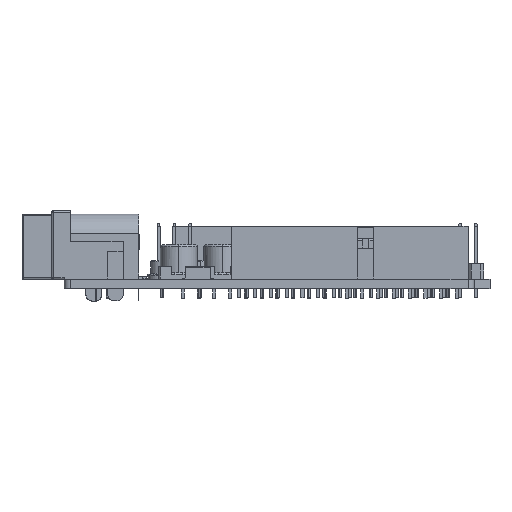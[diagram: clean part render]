
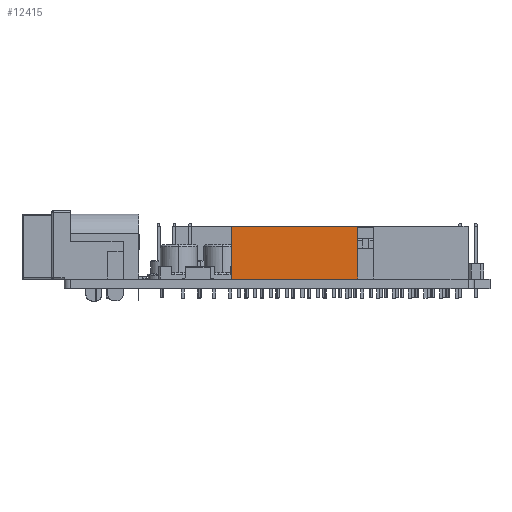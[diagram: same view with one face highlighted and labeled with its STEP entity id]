
A CAD part, top view. The second image highlights one B-rep face of the part: STEP entity #12415.
In plain terms, the highlighted planar face has unit normal (0, 0, 1).
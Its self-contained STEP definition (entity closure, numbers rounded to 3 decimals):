
#2326 = ORIENTED_EDGE ( 'NONE', *, *, #92273, .F. ) ;
#6252 = CARTESIAN_POINT ( 'NONE',  ( 14.25, 1.5, 25.7 ) ) ;
#8392 = CARTESIAN_POINT ( 'NONE',  ( -6.07, 10., 25.7 ) ) ;
#12415 = ADVANCED_FACE ( 'NONE', ( #72591 ), #114597, .F. ) ;
#13319 = VECTOR ( 'NONE', #73427, 1000. ) ;
#13882 = EDGE_CURVE ( 'NONE', #24991, #83323, #70200, .T. ) ;
#15772 = DIRECTION ( 'NONE',  ( 1., 0., 0. ) ) ;
#16030 = VERTEX_POINT ( 'NONE', #6252 ) ;
#20343 = CARTESIAN_POINT ( 'NONE',  ( 14.25, 10., 25.7 ) ) ;
#21978 = VERTEX_POINT ( 'NONE', #80231 ) ;
#22048 = VECTOR ( 'NONE', #15772, 1000. ) ;
#24991 = VERTEX_POINT ( 'NONE', #8392 ) ;
#28930 = LINE ( 'NONE', #20343, #13319 ) ;
#37343 = ORIENTED_EDGE ( 'NONE', *, *, #98267, .T. ) ;
#46850 = EDGE_CURVE ( 'NONE', #21978, #16030, #70775, .T. ) ;
#53186 = DIRECTION ( 'NONE',  ( 0., 0., -1. ) ) ;
#53191 = LINE ( 'NONE', #116799, #98581 ) ;
#56663 = VECTOR ( 'NONE', #97917, 1000. ) ;
#68768 = ORIENTED_EDGE ( 'NONE', *, *, #46850, .T. ) ;
#70200 = LINE ( 'NONE', #87519, #22048 ) ;
#70775 = LINE ( 'NONE', #90798, #56663 ) ;
#71422 = DIRECTION ( 'NONE',  ( -1., 0., 0. ) ) ;
#72591 = FACE_OUTER_BOUND ( 'NONE', #114170, .T. ) ;
#73427 = DIRECTION ( 'NONE',  ( 0., -1., 0. ) ) ;
#80231 = CARTESIAN_POINT ( 'NONE',  ( -6.07, 1.5, 25.7 ) ) ;
#83323 = VERTEX_POINT ( 'NONE', #104348 ) ;
#87519 = CARTESIAN_POINT ( 'NONE',  ( 14.25, 10., 25.7 ) ) ;
#89920 = DIRECTION ( 'NONE',  ( 0., -1., 0. ) ) ;
#90798 = CARTESIAN_POINT ( 'NONE',  ( 14.25, 1.5, 25.7 ) ) ;
#92273 = EDGE_CURVE ( 'NONE', #83323, #16030, #28930, .T. ) ;
#97917 = DIRECTION ( 'NONE',  ( 1., 0., 0. ) ) ;
#98267 = EDGE_CURVE ( 'NONE', #24991, #21978, #53191, .T. ) ;
#98581 = VECTOR ( 'NONE', #89920, 1000. ) ;
#104348 = CARTESIAN_POINT ( 'NONE',  ( 14.25, 10., 25.7 ) ) ;
#104527 = AXIS2_PLACEMENT_3D ( 'NONE', #108620, #53186, #71422 ) ;
#108620 = CARTESIAN_POINT ( 'NONE',  ( 14.25, 10., 25.7 ) ) ;
#114170 = EDGE_LOOP ( 'NONE', ( #68768, #2326, #114550, #37343 ) ) ;
#114550 = ORIENTED_EDGE ( 'NONE', *, *, #13882, .F. ) ;
#114597 = PLANE ( 'NONE',  #104527 ) ;
#116799 = CARTESIAN_POINT ( 'NONE',  ( -6.07, 10., 25.7 ) ) ;
